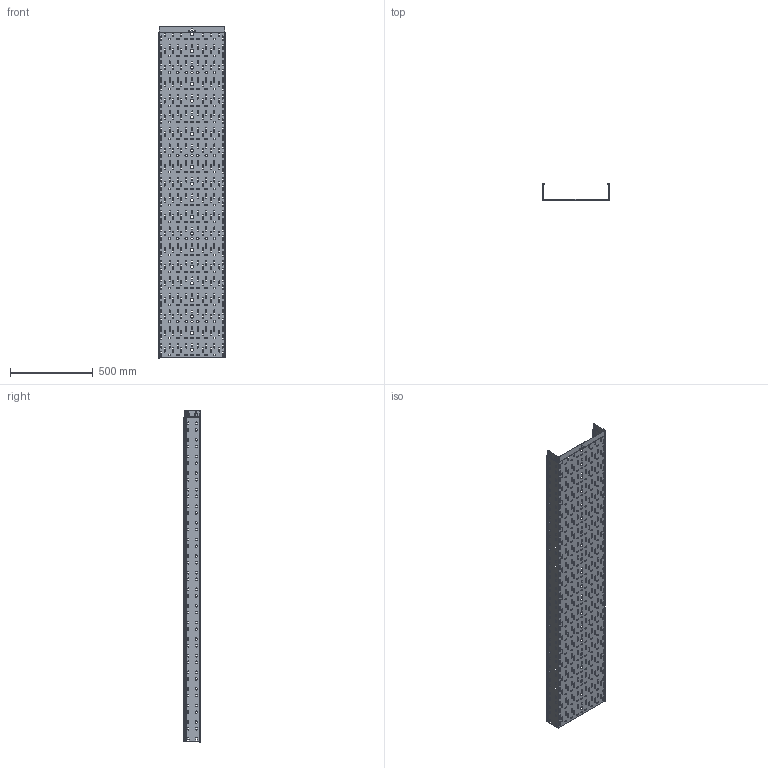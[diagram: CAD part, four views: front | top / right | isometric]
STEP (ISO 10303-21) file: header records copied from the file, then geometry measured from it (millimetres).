
FILE_DESCRIPTION(/* description */ (''),/* implementation_level */ '2;1');
FILE_NAME(/* name */ 'LPplus100x400x1.0x2000.ipt.stp',/* time_stamp */ '2023-05-26T12:31:22+03:00',/* author */ ('Ртищев А.О.'),/* organization */ (''),/* preprocessor_version */ 'ST-DEVELOPER v19.2',/* originating_system */ 'Autodesk Inventor 2023',/* authorisation */ '');
FILE_SCHEMA (('AUTOMOTIVE_DESIGN { 1 0 10303 214 3 1 1 }'));
Products named in the file (1): LPplus
Bounding box: 399.95 x 101.5 x 2000 mm (x, y, z)
Volume: 1155393.1 mm3; surface area: 2352152.4 mm2
Topology: 1 solids, 1 shells, 2807 faces, 8351 edges, 5530 vertices
Faces by surface type: cylinder 1392, plane 1383, bspline 32
Full cylindrical faces by diameter (mm): 20 x19
Entity records: 100407 total; most frequent: CARTESIAN_POINT 17027, DIRECTION 16707, ORIENTED_EDGE 16702, EDGE_CURVE 8351, AXIS2_PLACEMENT_3D 5594, VERTEX_POINT 5530, LINE 5519, VECTOR 5519
